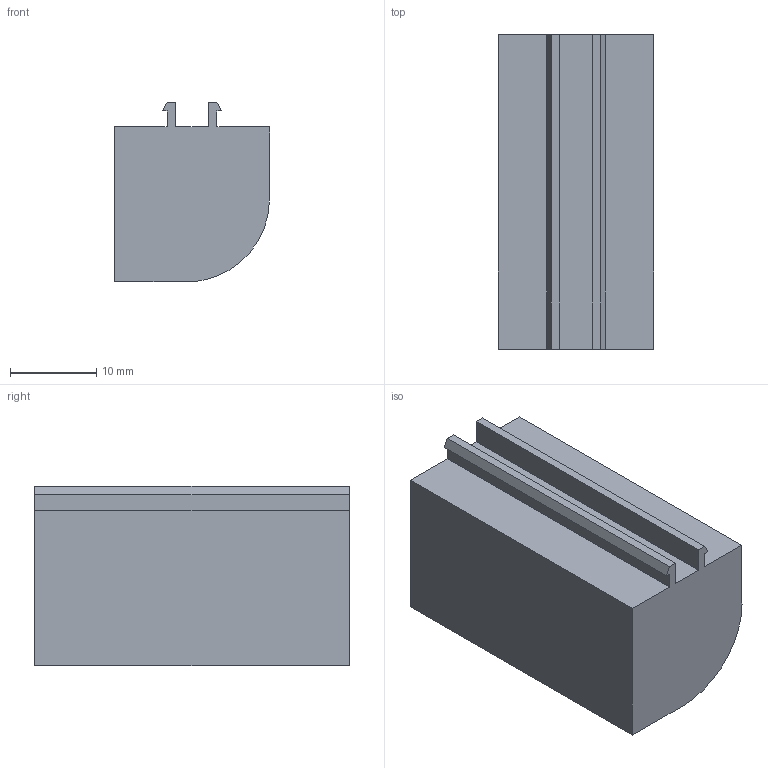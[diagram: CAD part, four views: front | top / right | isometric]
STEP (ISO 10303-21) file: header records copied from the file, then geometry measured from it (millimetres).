
FILE_DESCRIPTION(/* description */ (''),/* implementation_level */ '2;1');
FILE_NAME(/* name */ 'Blank.stp',/* time_stamp */ '2021-08-31T12:32:12+02:00',/* author */ ('Rama'),/* organization */ (''),/* preprocessor_version */ 'ST-DEVELOPER v18.1',/* originating_system */ 'Autodesk Inventor 2021',/* authorisation */ '');
FILE_SCHEMA (('AUTOMOTIVE_DESIGN { 1 0 10303 214 3 1 1 }'));
Length unit declared in the file: millimetre
Products named in the file (1): Blank
Bounding box: 18 x 36.5 x 20.89 mm (x, y, z)
Volume: 11327.9 mm3; surface area: 3564.9 mm2
Topology: 1 solids, 1 shells, 19 faces, 51 edges, 34 vertices
Faces by surface type: plane 18, cylinder 1
Entity records: 628 total; most frequent: CARTESIAN_POINT 105, ORIENTED_EDGE 102, DIRECTION 93, EDGE_CURVE 51, LINE 49, VECTOR 49, VERTEX_POINT 34, AXIS2_PLACEMENT_3D 22
